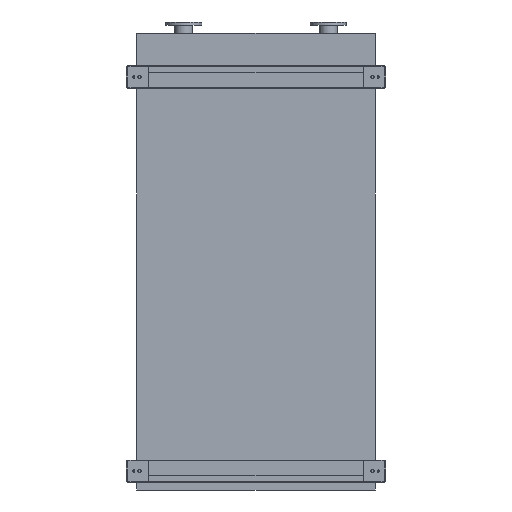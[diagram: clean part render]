
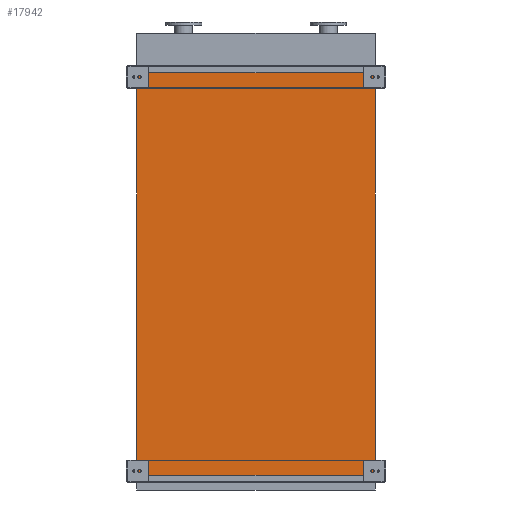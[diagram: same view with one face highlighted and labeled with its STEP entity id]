
A CAD part, front view. The second image highlights one B-rep face of the part: STEP entity #17942.
In plain terms, the highlighted planar face has unit normal (0, -1, 0).
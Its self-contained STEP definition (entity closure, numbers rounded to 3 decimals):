
#1274 = CARTESIAN_POINT ( 'NONE',  ( -725., 0., -2450. ) ) ;
#1502 = CARTESIAN_POINT ( 'NONE',  ( 725., 0., -2450. ) ) ;
#1545 = VERTEX_POINT ( 'NONE', #10428 ) ;
#2879 = VERTEX_POINT ( 'NONE', #1502 ) ;
#3041 = CARTESIAN_POINT ( 'NONE',  ( -725., 0., 0. ) ) ;
#3631 = CARTESIAN_POINT ( 'NONE',  ( -725., 0., -2450. ) ) ;
#4307 = VECTOR ( 'NONE', #5508, 1000. ) ;
#4479 = DIRECTION ( 'NONE',  ( 0., 0., -1. ) ) ;
#4821 = EDGE_CURVE ( 'NONE', #8672, #19460, #14441, .T. ) ;
#5480 = CARTESIAN_POINT ( 'NONE',  ( -725., 0., 0. ) ) ;
#5486 = EDGE_CURVE ( 'NONE', #2879, #1545, #8636, .T. ) ;
#5508 = DIRECTION ( 'NONE',  ( 0., 0., 1. ) ) ;
#6716 = LINE ( 'NONE', #1274, #10915 ) ;
#8061 = CARTESIAN_POINT ( 'NONE',  ( -725., 0., -2450. ) ) ;
#8636 = LINE ( 'NONE', #16123, #17550 ) ;
#8672 = VERTEX_POINT ( 'NONE', #13195 ) ;
#9187 = EDGE_LOOP ( 'NONE', ( #15286, #11730, #18079, #21188 ) ) ;
#9514 = VECTOR ( 'NONE', #17994, 1000. ) ;
#10428 = CARTESIAN_POINT ( 'NONE',  ( 725., 0., 0. ) ) ;
#10915 = VECTOR ( 'NONE', #17562, 1000. ) ;
#11515 = EDGE_CURVE ( 'NONE', #19460, #1545, #19542, .T. ) ;
#11730 = ORIENTED_EDGE ( 'NONE', *, *, #4821, .F. ) ;
#12543 = FACE_OUTER_BOUND ( 'NONE', #9187, .T. ) ;
#13195 = CARTESIAN_POINT ( 'NONE',  ( -725., 0., -2450. ) ) ;
#13455 = PLANE ( 'NONE',  #13802 ) ;
#13802 = AXIS2_PLACEMENT_3D ( 'NONE', #8061, #15257, #4479 ) ;
#14432 = DIRECTION ( 'NONE',  ( 0., 0., 1. ) ) ;
#14441 = LINE ( 'NONE', #3631, #4307 ) ;
#15257 = DIRECTION ( 'NONE',  ( 0., -1., 0. ) ) ;
#15286 = ORIENTED_EDGE ( 'NONE', *, *, #11515, .F. ) ;
#16123 = CARTESIAN_POINT ( 'NONE',  ( 725., 0., -2450. ) ) ;
#16290 = EDGE_CURVE ( 'NONE', #8672, #2879, #6716, .T. ) ;
#17550 = VECTOR ( 'NONE', #14432, 1000. ) ;
#17562 = DIRECTION ( 'NONE',  ( 1., 0., 0. ) ) ;
#17942 = ADVANCED_FACE ( 'NONE', ( #12543 ), #13455, .T. ) ;
#17994 = DIRECTION ( 'NONE',  ( 1., 0., 0. ) ) ;
#18079 = ORIENTED_EDGE ( 'NONE', *, *, #16290, .T. ) ;
#19460 = VERTEX_POINT ( 'NONE', #3041 ) ;
#19542 = LINE ( 'NONE', #5480, #9514 ) ;
#21188 = ORIENTED_EDGE ( 'NONE', *, *, #5486, .T. ) ;
